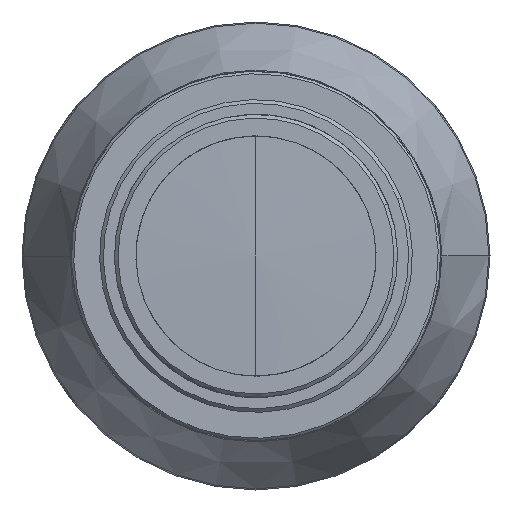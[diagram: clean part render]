
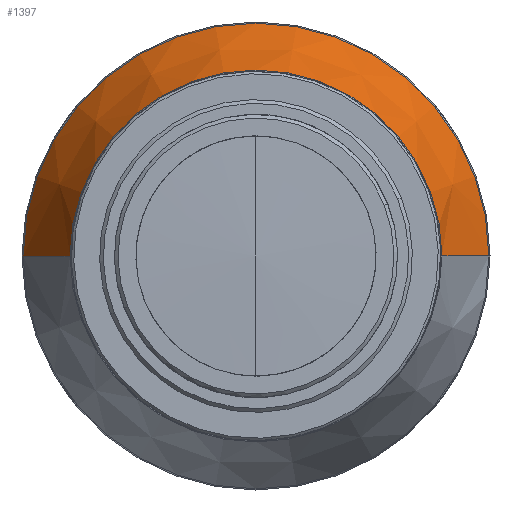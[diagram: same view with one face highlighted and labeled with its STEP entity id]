
A CAD part, left-side view. The second image highlights one B-rep face of the part: STEP entity #1397.
In plain terms, the highlighted conical face has half-angle 25 degrees and reference radius 15.094 mm.
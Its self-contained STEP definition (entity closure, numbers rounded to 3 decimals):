
#42 = LINE ( 'NONE', #1412, #1786 ) ;
#104 = ORIENTED_EDGE ( 'NONE', *, *, #135, .F. ) ;
#131 = CONICAL_SURFACE ( 'NONE', #1404, 15.094, 0.436 ) ;
#135 = EDGE_CURVE ( 'NONE', #403, #1171, #288, .T. ) ;
#214 = DIRECTION ( 'NONE',  ( 1., 0., 0. ) ) ;
#253 = CARTESIAN_POINT ( 'NONE',  ( 13.201, -15.094, 0. ) ) ;
#267 = CARTESIAN_POINT ( 'NONE',  ( 13.201, 0., 0. ) ) ;
#278 = DIRECTION ( 'NONE',  ( 0.906, 0.423, 0. ) ) ;
#288 = CIRCLE ( 'NONE', #777, 18.906 ) ;
#289 = CARTESIAN_POINT ( 'NONE',  ( 13.201, 0., 0. ) ) ;
#350 = DIRECTION ( 'NONE',  ( 0., 0., -1. ) ) ;
#403 = VERTEX_POINT ( 'NONE', #491 ) ;
#426 = DIRECTION ( 'NONE',  ( 0., 1., 0. ) ) ;
#437 = VERTEX_POINT ( 'NONE', #1028 ) ;
#447 = DIRECTION ( 'NONE',  ( 0., 1., 0. ) ) ;
#491 = CARTESIAN_POINT ( 'NONE',  ( 21.377, 0., 18.906 ) ) ;
#603 = EDGE_CURVE ( 'NONE', #1218, #1767, #913, .T. ) ;
#616 = CIRCLE ( 'NONE', #1268, 18.906 ) ;
#693 = DIRECTION ( 'NONE',  ( 0., 0., -1. ) ) ;
#712 = EDGE_CURVE ( 'NONE', #1767, #1171, #853, .T. ) ;
#714 = ORIENTED_EDGE ( 'NONE', *, *, #980, .F. ) ;
#728 = VERTEX_POINT ( 'NONE', #1672 ) ;
#758 = CARTESIAN_POINT ( 'NONE',  ( 21.377, 0., 0. ) ) ;
#777 = AXIS2_PLACEMENT_3D ( 'NONE', #1425, #1854, #693 ) ;
#785 = DIRECTION ( 'NONE',  ( 0., 1., 0. ) ) ;
#813 = EDGE_CURVE ( 'NONE', #437, #728, #42, .T. ) ;
#853 = LINE ( 'NONE', #253, #1496 ) ;
#913 = CIRCLE ( 'NONE', #1253, 15.094 ) ;
#920 = CIRCLE ( 'NONE', #1540, 15.094 ) ;
#937 = CARTESIAN_POINT ( 'NONE',  ( 13.201, 0., 15.094 ) ) ;
#980 = EDGE_CURVE ( 'NONE', #728, #403, #616, .T. ) ;
#1017 = ORIENTED_EDGE ( 'NONE', *, *, #712, .T. ) ;
#1027 = EDGE_LOOP ( 'NONE', ( #1045, #1017, #104, #714, #1298, #1156 ) ) ;
#1028 = CARTESIAN_POINT ( 'NONE',  ( 13.201, 15.094, 0. ) ) ;
#1045 = ORIENTED_EDGE ( 'NONE', *, *, #603, .T. ) ;
#1079 = FACE_OUTER_BOUND ( 'NONE', #1027, .T. ) ;
#1156 = ORIENTED_EDGE ( 'NONE', *, *, #1288, .T. ) ;
#1171 = VERTEX_POINT ( 'NONE', #1512 ) ;
#1218 = VERTEX_POINT ( 'NONE', #937 ) ;
#1229 = DIRECTION ( 'NONE',  ( 0.906, -0.423, 0. ) ) ;
#1253 = AXIS2_PLACEMENT_3D ( 'NONE', #1637, #214, #785 ) ;
#1268 = AXIS2_PLACEMENT_3D ( 'NONE', #758, #1326, #350 ) ;
#1288 = EDGE_CURVE ( 'NONE', #437, #1218, #920, .T. ) ;
#1290 = CARTESIAN_POINT ( 'NONE',  ( 13.201, -15.094, 0. ) ) ;
#1298 = ORIENTED_EDGE ( 'NONE', *, *, #813, .F. ) ;
#1326 = DIRECTION ( 'NONE',  ( 1., 0., 0. ) ) ;
#1397 = ADVANCED_FACE ( 'NONE', ( #1079 ), #131, .T. ) ;
#1404 = AXIS2_PLACEMENT_3D ( 'NONE', #289, #1725, #447 ) ;
#1412 = CARTESIAN_POINT ( 'NONE',  ( 13.201, 15.094, 0. ) ) ;
#1425 = CARTESIAN_POINT ( 'NONE',  ( 21.377, 0., 0. ) ) ;
#1496 = VECTOR ( 'NONE', #1229, 1000. ) ;
#1512 = CARTESIAN_POINT ( 'NONE',  ( 21.377, -18.906, 0. ) ) ;
#1540 = AXIS2_PLACEMENT_3D ( 'NONE', #267, #1719, #426 ) ;
#1637 = CARTESIAN_POINT ( 'NONE',  ( 13.201, 0., 0. ) ) ;
#1672 = CARTESIAN_POINT ( 'NONE',  ( 21.377, 18.906, 0. ) ) ;
#1719 = DIRECTION ( 'NONE',  ( 1., 0., 0. ) ) ;
#1725 = DIRECTION ( 'NONE',  ( 1., 0., 0. ) ) ;
#1767 = VERTEX_POINT ( 'NONE', #1290 ) ;
#1786 = VECTOR ( 'NONE', #278, 1000. ) ;
#1854 = DIRECTION ( 'NONE',  ( 1., 0., 0. ) ) ;
